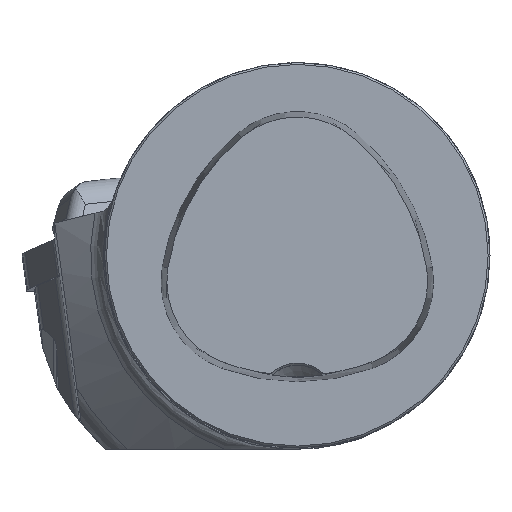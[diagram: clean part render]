
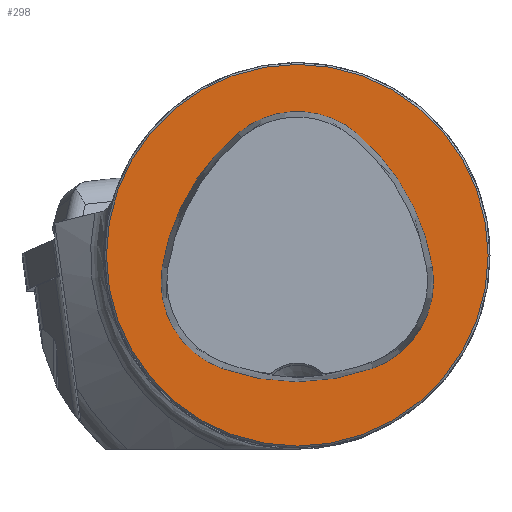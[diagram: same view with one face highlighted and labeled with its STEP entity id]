
A CAD part, top view. The second image highlights one B-rep face of the part: STEP entity #298.
In plain terms, the highlighted planar face has unit normal (0, 0, 1).
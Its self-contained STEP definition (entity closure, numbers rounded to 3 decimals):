
#87=FACE_BOUND('',#605,.T.);
#88=FACE_BOUND('',#606,.T.);
#298=ADVANCED_FACE('CU_FL_N1_SU_1',(#87,#88),#396,.T.);
#396=PLANE('',#2442);
#605=EDGE_LOOP('',(#1024,#1025,#1026,#1027,#1028,#1029));
#606=EDGE_LOOP('',(#1030));
#718=CIRCLE('',#2433,36.075);
#720=CIRCLE('',#2436,36.075);
#721=CIRCLE('',#2437,15.075);
#722=CIRCLE('',#2438,36.075);
#723=CIRCLE('',#2439,15.075);
#724=CIRCLE('',#2440,15.075);
#725=CIRCLE('',#2441,31.2);
#1024=ORIENTED_EDGE('',*,*,#1789,.F.);
#1025=ORIENTED_EDGE('',*,*,#1790,.F.);
#1026=ORIENTED_EDGE('',*,*,#1791,.F.);
#1027=ORIENTED_EDGE('',*,*,#1792,.F.);
#1028=ORIENTED_EDGE('',*,*,#1786,.F.);
#1029=ORIENTED_EDGE('',*,*,#1793,.F.);
#1030=ORIENTED_EDGE('',*,*,#1794,.T.);
#1531=VERTEX_POINT('',#4008);
#1532=VERTEX_POINT('',#4010);
#1534=VERTEX_POINT('',#4016);
#1535=VERTEX_POINT('',#4017);
#1536=VERTEX_POINT('',#4019);
#1537=VERTEX_POINT('',#4021);
#1538=VERTEX_POINT('',#4025);
#1786=EDGE_CURVE('',#1531,#1532,#718,.T.);
#1789=EDGE_CURVE('',#1534,#1535,#720,.T.);
#1790=EDGE_CURVE('',#1536,#1534,#721,.T.);
#1791=EDGE_CURVE('',#1537,#1536,#722,.T.);
#1792=EDGE_CURVE('',#1532,#1537,#723,.T.);
#1793=EDGE_CURVE('',#1535,#1531,#724,.T.);
#1794=EDGE_CURVE('',#1538,#1538,#725,.T.);
#2433=AXIS2_PLACEMENT_3D('',#4009,#2849,#2850);
#2436=AXIS2_PLACEMENT_3D('',#4015,#2856,#2857);
#2437=AXIS2_PLACEMENT_3D('',#4018,#2858,#2859);
#2438=AXIS2_PLACEMENT_3D('',#4020,#2860,#2861);
#2439=AXIS2_PLACEMENT_3D('',#4022,#2862,#2863);
#2440=AXIS2_PLACEMENT_3D('',#4023,#2864,#2865);
#2441=AXIS2_PLACEMENT_3D('',#4024,#2866,#2867);
#2442=AXIS2_PLACEMENT_3D('',#4026,#2868,#2869);
#2849=DIRECTION('',(0.,0.,1.));
#2850=DIRECTION('',(1.,0.,0.));
#2856=DIRECTION('',(0.,0.,1.));
#2857=DIRECTION('',(1.,0.,0.));
#2858=DIRECTION('',(0.,0.,1.));
#2859=DIRECTION('',(1.,0.,0.));
#2860=DIRECTION('',(0.,0.,1.));
#2861=DIRECTION('',(1.,0.,0.));
#2862=DIRECTION('',(0.,0.,1.));
#2863=DIRECTION('',(1.,0.,0.));
#2864=DIRECTION('',(0.,0.,1.));
#2865=DIRECTION('',(1.,0.,0.));
#2866=DIRECTION('',(0.,0.,1.));
#2867=DIRECTION('',(1.,0.,0.));
#2868=DIRECTION('',(0.,0.,1.));
#2869=DIRECTION('',(1.,0.,0.));
#4008=CARTESIAN_POINT('',(-12.368,-18.489,0.));
#4009=CARTESIAN_POINT('',(0.,15.4,0.));
#4010=CARTESIAN_POINT('',(12.368,-18.489,0.));
#4015=CARTESIAN_POINT('',(13.535,-7.656,0.));
#4016=CARTESIAN_POINT('',(-9.716,19.927,0.));
#4017=CARTESIAN_POINT('',(-22.084,-1.937,0.));
#4018=CARTESIAN_POINT('',(0.,8.4,0.));
#4019=CARTESIAN_POINT('',(9.716,19.927,0.));
#4020=CARTESIAN_POINT('',(-13.535,-7.656,0.));
#4021=CARTESIAN_POINT('',(22.084,-1.937,0.));
#4022=CARTESIAN_POINT('',(7.2,-4.327,0.));
#4023=CARTESIAN_POINT('',(-7.2,-4.327,0.));
#4024=CARTESIAN_POINT('',(0.,0.,0.));
#4025=CARTESIAN_POINT('',(31.2,0.,0.));
#4026=CARTESIAN_POINT('',(0.,0.,0.));
